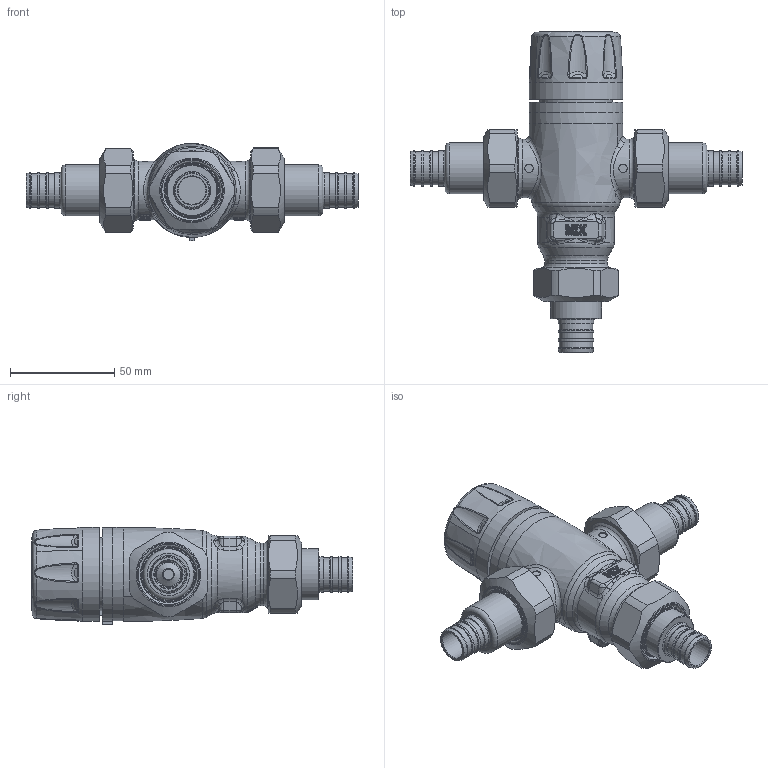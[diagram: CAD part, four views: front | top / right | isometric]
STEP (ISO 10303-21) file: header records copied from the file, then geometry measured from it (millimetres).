
FILE_DESCRIPTION(/* description */ (''),/* implementation_level */ '2;1');
FILE_NAME(/* name */ '521507AC_Simplify_1.stp',/* time_stamp */ '2025-07-31T08:04:08-05:00',/* author */ ('ischreiner'),/* organization */ (''),/* preprocessor_version */ 'ST-DEVELOPER v20',/* originating_system */ 'Autodesk Inventor 2025',/* authorisation */ '');
FILE_SCHEMA (('AUTOMOTIVE_DESIGN { 1 0 10303 214 3 1 1 }'));
Length unit declared in the file: inch
Products named in the file (1): 521507AC_Simplify_1
Bounding box: 158.93 x 153.68 x 46.5 mm (x, y, z)
Volume: 233204 mm3; surface area: 60254.1 mm2
Topology: 9 solids, 9 shells, 1906 faces, 4605 edges, 2704 vertices
Faces by surface type: bspline 607, plane 542, cylinder 463, torus 127, cone 99, sphere 68
Full cylindrical faces by diameter (mm): 2 x1, 4 x2, 5.24 x2, 8 x1, 9 x1, 12.6 x2, 13.462 x3, 15.875 x9, 16.55 x2, 16.942 x12, 19.55 x2, 19.6 x4, 20.066 x1, 20.091 x4, 20.574 x2, 20.6 x2, 22 x2, 24.384 x2, 24.435 x1, 25.908 x1, 26.416 x2, 26.924 x3, 28 x2, 29.972 x3, 30 x1, 30.302 x3, 31 x1, 33.1 x3, 45 x2
Entity records: 102676 total; most frequent: CARTESIAN_POINT 59281, ORIENTED_EDGE 8998, DIRECTION 8093, EDGE_CURVE 4499, AXIS2_PLACEMENT_3D 3251, VERTEX_POINT 2704, EDGE_LOOP 2027, STYLED_ITEM 1915
